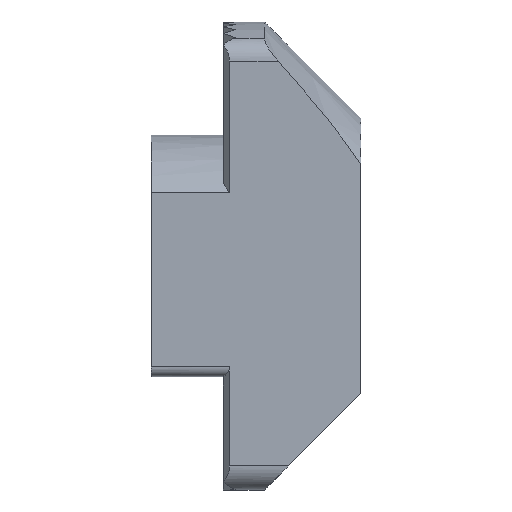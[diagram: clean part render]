
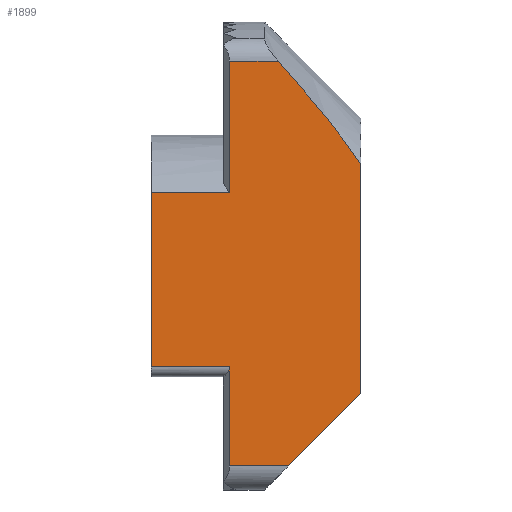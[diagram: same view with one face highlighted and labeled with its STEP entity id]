
A CAD part, left-side view. The second image highlights one B-rep face of the part: STEP entity #1899.
In plain terms, the highlighted planar face has unit normal (-1, 0, 0).
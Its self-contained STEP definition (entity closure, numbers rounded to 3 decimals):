
#343=DIRECTION('',(0.,0.,1.));
#344=VECTOR('',#343,9.498);
#345=CARTESIAN_POINT('',(-4.25,0.,-5.7));
#346=LINE('',#345,#344);
#442=CARTESIAN_POINT('',(-4.25,3.421,8.07));
#443=CARTESIAN_POINT('',(-4.25,3.1,7.708));
#444=CARTESIAN_POINT('',(-4.25,2.498,7.017));
#445=CARTESIAN_POINT('',(-4.25,1.717,6.086));
#446=CARTESIAN_POINT('',(-4.25,1.043,5.243));
#447=CARTESIAN_POINT('',(-4.25,0.468,4.48));
#448=CARTESIAN_POINT('',(-4.25,0.146,4.017));
#449=CARTESIAN_POINT('',(-4.25,0.,3.798));
#454=DIRECTION('',(0.,-0.707,0.707));
#455=VECTOR('',#454,4.243);
#456=CARTESIAN_POINT('',(-4.25,3.,-8.7));
#457=LINE('',#456,#455);
#461=DIRECTION('',(0.,1.,0.));
#462=VECTOR('',#461,2.45);
#463=CARTESIAN_POINT('',(-4.25,3.,-8.7));
#464=LINE('',#463,#462);
#468=DIRECTION('',(0.,0.,1.));
#469=VECTOR('',#468,4.1);
#470=CARTESIAN_POINT('',(-4.25,5.45,-8.7));
#471=LINE('',#470,#469);
#475=DIRECTION('',(0.,1.,0.));
#476=VECTOR('',#475,3.25);
#477=CARTESIAN_POINT('',(-4.25,5.45,-4.6));
#478=LINE('',#477,#476);
#482=DIRECTION('',(0.,0.,1.));
#483=VECTOR('',#482,5.436);
#484=CARTESIAN_POINT('',(-4.25,5.45,2.634));
#485=LINE('',#484,#483);
#1151=CARTESIAN_POINT('',(-4.25,3.421,8.07));
#1164=DIRECTION('',(0.,1.,0.));
#1165=VECTOR('',#1164,2.029);
#1166=CARTESIAN_POINT('',(-4.25,3.421,8.07));
#1167=LINE('',#1166,#1165);
#1171=CARTESIAN_POINT('',(-4.25,5.45,8.07));
#1190=CARTESIAN_POINT('',(-4.25,5.45,2.634));
#1203=CARTESIAN_POINT('',(-4.25,5.45,-4.6));
#1208=DIRECTION('',(0.,1.,0.));
#1209=VECTOR('',#1208,3.25);
#1210=CARTESIAN_POINT('',(-4.25,5.45,2.634));
#1211=LINE('',#1210,#1209);
#1223=DIRECTION('',(0.,0.,1.));
#1224=VECTOR('',#1223,7.234);
#1225=CARTESIAN_POINT('',(-4.25,8.7,-4.6));
#1226=LINE('',#1225,#1224);
#1560=CARTESIAN_POINT('',(-4.25,3.,-8.7));
#1593=CARTESIAN_POINT('',(-4.25,5.45,-8.7));
#1612=VERTEX_POINT('',#1171);
#1666=VERTEX_POINT('',#1593);
#1668=CARTESIAN_POINT('',(-4.25,8.7,2.634));
#1670=VERTEX_POINT('',#1668);
#1682=CARTESIAN_POINT('',(-4.25,8.7,-4.6));
#1683=VERTEX_POINT('',#1682);
#1684=VERTEX_POINT('',#1190);
#1687=VERTEX_POINT('',#1203);
#1746=VERTEX_POINT('',#1560);
#1747=CARTESIAN_POINT('',(-4.25,0.,-5.7));
#1748=VERTEX_POINT('',#1747);
#1750=CARTESIAN_POINT('',(-4.25,0.,3.798));
#1752=VERTEX_POINT('',#1750);
#1753=VERTEX_POINT('',#1151);
#1874=CARTESIAN_POINT('',(-4.25,0.,-8.7));
#1875=DIRECTION('',(-1.,0.,0.));
#1876=DIRECTION('',(0.,0.,1.));
#1877=AXIS2_PLACEMENT_3D('',#1874,#1875,#1876);
#1878=PLANE('',#1877);
#1879=ORIENTED_EDGE('',*,*,#1863,.T.);
#1880=ORIENTED_EDGE('',*,*,#1782,.F.);
#1882=ORIENTED_EDGE('',*,*,#1881,.F.);
#1884=ORIENTED_EDGE('',*,*,#1883,.T.);
#1886=ORIENTED_EDGE('',*,*,#1885,.T.);
#1888=ORIENTED_EDGE('',*,*,#1887,.T.);
#1890=ORIENTED_EDGE('',*,*,#1889,.T.);
#1892=ORIENTED_EDGE('',*,*,#1891,.F.);
#1894=ORIENTED_EDGE('',*,*,#1893,.T.);
#1896=ORIENTED_EDGE('',*,*,#1895,.F.);
#1897=EDGE_LOOP('',(#1879,#1880,#1882,#1884,#1886,#1888,#1890,#1892,#1894,
#1896));
#1898=FACE_OUTER_BOUND('',#1897,.F.);
#450=B_SPLINE_CURVE_WITH_KNOTS('',3,(#442,#443,#444,#445,#446,#447,#448,#449),
.UNSPECIFIED.,.F.,.F.,(4,1,1,1,1,4),(0.,0.2,0.4,0.6,0.8,1.),
.UNSPECIFIED.);
#1782=EDGE_CURVE('',#1748,#1752,#346,.T.);
#1863=EDGE_CURVE('',#1753,#1752,#450,.T.);
#1881=EDGE_CURVE('',#1746,#1748,#457,.T.);
#1883=EDGE_CURVE('',#1746,#1666,#464,.T.);
#1885=EDGE_CURVE('',#1666,#1687,#471,.T.);
#1887=EDGE_CURVE('',#1687,#1683,#478,.T.);
#1889=EDGE_CURVE('',#1683,#1670,#1226,.T.);
#1891=EDGE_CURVE('',#1684,#1670,#1211,.T.);
#1893=EDGE_CURVE('',#1684,#1612,#485,.T.);
#1895=EDGE_CURVE('',#1753,#1612,#1167,.T.);
#1899=ADVANCED_FACE('',(#1898),#1878,.T.);
